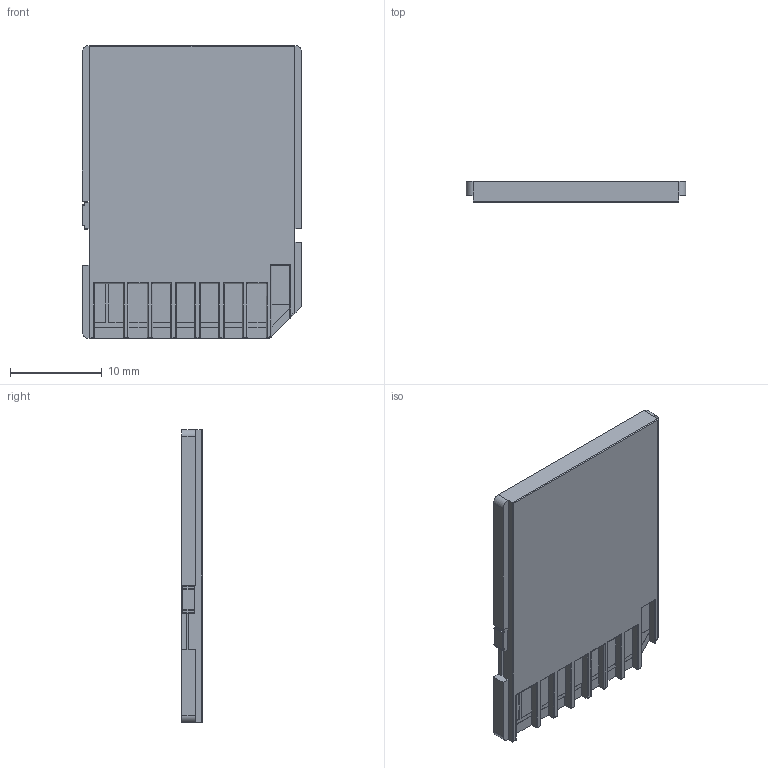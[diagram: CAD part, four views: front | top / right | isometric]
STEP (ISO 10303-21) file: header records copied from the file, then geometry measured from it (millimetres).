
FILE_DESCRIPTION (( 'STEP AP214' ), '1' );
FILE_NAME ('9B39B23D-3909-449F-9338-D3A3ED361DB8.STEP', '2008-11-27T14:18:53', ( 'sysAdmin' ), ( 'SolidWorks' ), 'SwSTEP 2.0', 'SolidWorks 2009', '' );
FILE_SCHEMA (( 'AUTOMOTIVE_DESIGN' ));
Length unit declared in the file: millimetre
Products named in the file (1): 9B39B23D-3909-449F-9338-D3A3ED361DB8
Bounding box: 24 x 2.25 x 32 mm (x, y, z)
Volume: 1526.5 mm3; surface area: 1855.5 mm2
Topology: 1 solids, 1 shells, 199 faces, 543 edges, 344 vertices
Faces by surface type: plane 117, cylinder 69, sphere 8, torus 5
Entity records: 7310 total; most frequent: CARTESIAN_POINT 1476, ORIENTED_EDGE 1070, DIRECTION 953, EDGE_CURVE 535, VECTOR 407, LINE 407, VERTEX_POINT 344, AXIS2_PLACEMENT_3D 273
